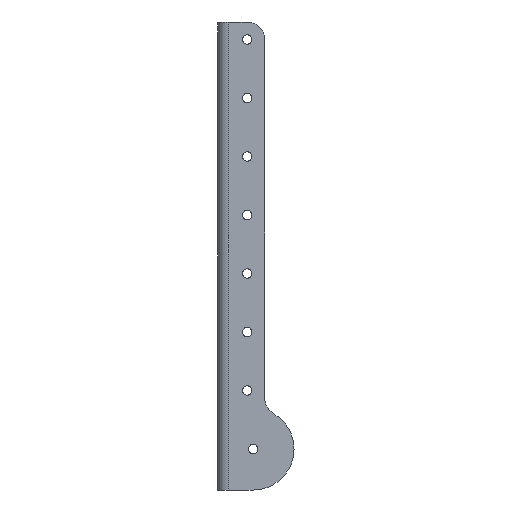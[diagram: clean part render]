
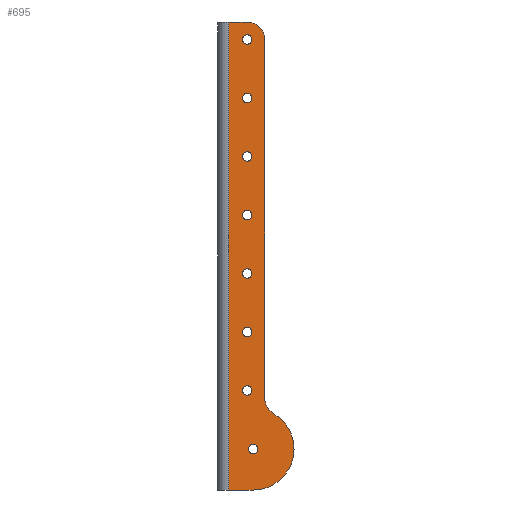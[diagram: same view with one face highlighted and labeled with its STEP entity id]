
A CAD part, front view. The second image highlights one B-rep face of the part: STEP entity #695.
In plain terms, the highlighted planar face has unit normal (0, -1, 0).
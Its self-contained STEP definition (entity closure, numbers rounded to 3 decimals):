
#43=FACE_BOUND('',#153,.T.);
#44=FACE_BOUND('',#154,.T.);
#45=FACE_BOUND('',#155,.T.);
#46=FACE_BOUND('',#156,.T.);
#47=FACE_BOUND('',#157,.T.);
#48=FACE_BOUND('',#158,.T.);
#49=FACE_BOUND('',#159,.T.);
#50=FACE_BOUND('',#160,.T.);
#58=PLANE('',#798);
#91=FACE_OUTER_BOUND('',#152,.T.);
#152=EDGE_LOOP('',(#623,#624,#625,#626,#627,#628,#629));
#153=EDGE_LOOP('',(#630));
#154=EDGE_LOOP('',(#631));
#155=EDGE_LOOP('',(#632));
#156=EDGE_LOOP('',(#633));
#157=EDGE_LOOP('',(#634));
#158=EDGE_LOOP('',(#635));
#159=EDGE_LOOP('',(#636));
#160=EDGE_LOOP('',(#637));
#180=LINE('',#1127,#223);
#184=LINE('',#1140,#227);
#202=LINE('',#1195,#245);
#203=LINE('',#1197,#246);
#223=VECTOR('',#934,10.);
#227=VECTOR('',#946,10.);
#245=VECTOR('',#1004,10.);
#246=VECTOR('',#1007,10.);
#248=CIRCLE('',#718,2.);
#252=CIRCLE('',#724,2.);
#254=CIRCLE('',#727,2.);
#256=CIRCLE('',#730,2.);
#258=CIRCLE('',#733,2.);
#260=CIRCLE('',#736,2.);
#262=CIRCLE('',#739,2.);
#264=CIRCLE('',#742,2.);
#292=CIRCLE('',#785,7.5);
#295=CIRCLE('',#790,7.5);
#296=CIRCLE('',#792,17.5);
#298=VERTEX_POINT('',#1014);
#302=VERTEX_POINT('',#1026);
#304=VERTEX_POINT('',#1032);
#306=VERTEX_POINT('',#1038);
#308=VERTEX_POINT('',#1044);
#310=VERTEX_POINT('',#1050);
#312=VERTEX_POINT('',#1056);
#314=VERTEX_POINT('',#1062);
#333=VERTEX_POINT('',#1120);
#336=VERTEX_POINT('',#1125);
#341=VERTEX_POINT('',#1139);
#352=VERTEX_POINT('',#1167);
#356=VERTEX_POINT('',#1179);
#357=VERTEX_POINT('',#1180);
#358=VERTEX_POINT('',#1185);
#361=EDGE_CURVE('',#298,#298,#248,.T.);
#367=EDGE_CURVE('',#302,#302,#252,.T.);
#370=EDGE_CURVE('',#304,#304,#254,.T.);
#373=EDGE_CURVE('',#306,#306,#256,.T.);
#376=EDGE_CURVE('',#308,#308,#258,.T.);
#379=EDGE_CURVE('',#310,#310,#260,.T.);
#382=EDGE_CURVE('',#312,#312,#262,.T.);
#385=EDGE_CURVE('',#314,#314,#264,.T.);
#416=EDGE_CURVE('',#336,#333,#180,.T.);
#422=EDGE_CURVE('',#333,#341,#184,.T.);
#436=EDGE_CURVE('',#341,#352,#292,.T.);
#442=EDGE_CURVE('',#356,#357,#295,.T.);
#445=EDGE_CURVE('',#357,#358,#296,.T.);
#450=EDGE_CURVE('',#352,#356,#202,.T.);
#451=EDGE_CURVE('',#358,#336,#203,.T.);
#623=ORIENTED_EDGE('',*,*,#416,.F.);
#624=ORIENTED_EDGE('',*,*,#451,.F.);
#625=ORIENTED_EDGE('',*,*,#445,.F.);
#626=ORIENTED_EDGE('',*,*,#442,.F.);
#627=ORIENTED_EDGE('',*,*,#450,.F.);
#628=ORIENTED_EDGE('',*,*,#436,.F.);
#629=ORIENTED_EDGE('',*,*,#422,.F.);
#630=ORIENTED_EDGE('',*,*,#361,.T.);
#631=ORIENTED_EDGE('',*,*,#367,.T.);
#632=ORIENTED_EDGE('',*,*,#370,.T.);
#633=ORIENTED_EDGE('',*,*,#373,.T.);
#634=ORIENTED_EDGE('',*,*,#376,.T.);
#635=ORIENTED_EDGE('',*,*,#379,.T.);
#636=ORIENTED_EDGE('',*,*,#382,.T.);
#637=ORIENTED_EDGE('',*,*,#385,.T.);
#695=ADVANCED_FACE('',(#91,#43,#44,#45,#46,#47,#48,#49,#50),#58,.F.);
#718=AXIS2_PLACEMENT_3D('',#1016,#806,#807);
#724=AXIS2_PLACEMENT_3D('',#1028,#820,#821);
#727=AXIS2_PLACEMENT_3D('',#1034,#827,#828);
#730=AXIS2_PLACEMENT_3D('',#1040,#834,#835);
#733=AXIS2_PLACEMENT_3D('',#1046,#841,#842);
#736=AXIS2_PLACEMENT_3D('',#1052,#848,#849);
#739=AXIS2_PLACEMENT_3D('',#1058,#855,#856);
#742=AXIS2_PLACEMENT_3D('',#1064,#862,#863);
#785=AXIS2_PLACEMENT_3D('',#1168,#971,#972);
#790=AXIS2_PLACEMENT_3D('',#1181,#984,#985);
#792=AXIS2_PLACEMENT_3D('',#1186,#990,#991);
#798=AXIS2_PLACEMENT_3D('',#1198,#1008,#1009);
#806=DIRECTION('center_axis',(0.,1.,0.));
#807=DIRECTION('ref_axis',(1.,0.,0.));
#820=DIRECTION('center_axis',(0.,1.,0.));
#821=DIRECTION('ref_axis',(1.,0.,0.));
#827=DIRECTION('center_axis',(0.,1.,0.));
#828=DIRECTION('ref_axis',(1.,0.,0.));
#834=DIRECTION('center_axis',(0.,1.,0.));
#835=DIRECTION('ref_axis',(1.,0.,0.));
#841=DIRECTION('center_axis',(0.,1.,0.));
#842=DIRECTION('ref_axis',(1.,0.,0.));
#848=DIRECTION('center_axis',(0.,1.,0.));
#849=DIRECTION('ref_axis',(1.,0.,0.));
#855=DIRECTION('center_axis',(0.,1.,0.));
#856=DIRECTION('ref_axis',(1.,0.,0.));
#862=DIRECTION('center_axis',(0.,1.,0.));
#863=DIRECTION('ref_axis',(1.,0.,0.));
#934=DIRECTION('',(0.,0.,1.));
#946=DIRECTION('',(1.,0.,0.));
#971=DIRECTION('center_axis',(0.,1.,0.));
#972=DIRECTION('ref_axis',(0.707,0.,0.707));
#984=DIRECTION('center_axis',(0.,-1.,0.));
#985=DIRECTION('ref_axis',(-0.866,0.,-0.5));
#990=DIRECTION('center_axis',(0.,1.,0.));
#991=DIRECTION('ref_axis',(0.286,0.,0.958));
#1004=DIRECTION('',(0.,0.,-1.));
#1007=DIRECTION('',(-1.,0.,0.));
#1008=DIRECTION('center_axis',(0.,1.,0.));
#1009=DIRECTION('ref_axis',(0.,0.,1.));
#1014=CARTESIAN_POINT('',(-7.,0.,-182.5));
#1016=CARTESIAN_POINT('Origin',(-5.,0.,-182.5));
#1026=CARTESIAN_POINT('',(-9.5,0.,-157.5));
#1028=CARTESIAN_POINT('Origin',(-7.5,0.,-157.5));
#1032=CARTESIAN_POINT('',(-9.5,0.,-132.5));
#1034=CARTESIAN_POINT('Origin',(-7.5,0.,-132.5));
#1038=CARTESIAN_POINT('',(-9.5,0.,-107.5));
#1040=CARTESIAN_POINT('Origin',(-7.5,0.,-107.5));
#1044=CARTESIAN_POINT('',(-9.5,0.,-82.5));
#1046=CARTESIAN_POINT('Origin',(-7.5,0.,-82.5));
#1050=CARTESIAN_POINT('',(-9.5,0.,-57.5));
#1052=CARTESIAN_POINT('Origin',(-7.5,0.,-57.5));
#1056=CARTESIAN_POINT('',(-9.5,0.,-32.5));
#1058=CARTESIAN_POINT('Origin',(-7.5,0.,-32.5));
#1062=CARTESIAN_POINT('',(-9.5,0.,-7.5));
#1064=CARTESIAN_POINT('Origin',(-7.5,0.,-7.5));
#1120=CARTESIAN_POINT('',(-15.5,0.,0.));
#1125=CARTESIAN_POINT('',(-15.5,0.,-200.));
#1127=CARTESIAN_POINT('',(-15.5,0.,-150.));
#1139=CARTESIAN_POINT('',(-7.5,0.,0.));
#1140=CARTESIAN_POINT('',(-20.,0.,0.));
#1167=CARTESIAN_POINT('',(0.,0.,-7.5));
#1168=CARTESIAN_POINT('Origin',(-7.5,0.,-7.5));
#1179=CARTESIAN_POINT('',(0.,0.,-160.849));
#1180=CARTESIAN_POINT('',(3.75,0.,-167.345));
#1181=CARTESIAN_POINT('Origin',(7.5,0.,-160.849));
#1185=CARTESIAN_POINT('',(-5.,0.,-200.));
#1186=CARTESIAN_POINT('Origin',(-5.,0.,-182.5));
#1195=CARTESIAN_POINT('',(0.,0.,0.));
#1197=CARTESIAN_POINT('',(-5.,0.,-200.));
#1198=CARTESIAN_POINT('Origin',(-3.75,0.,-100.));
